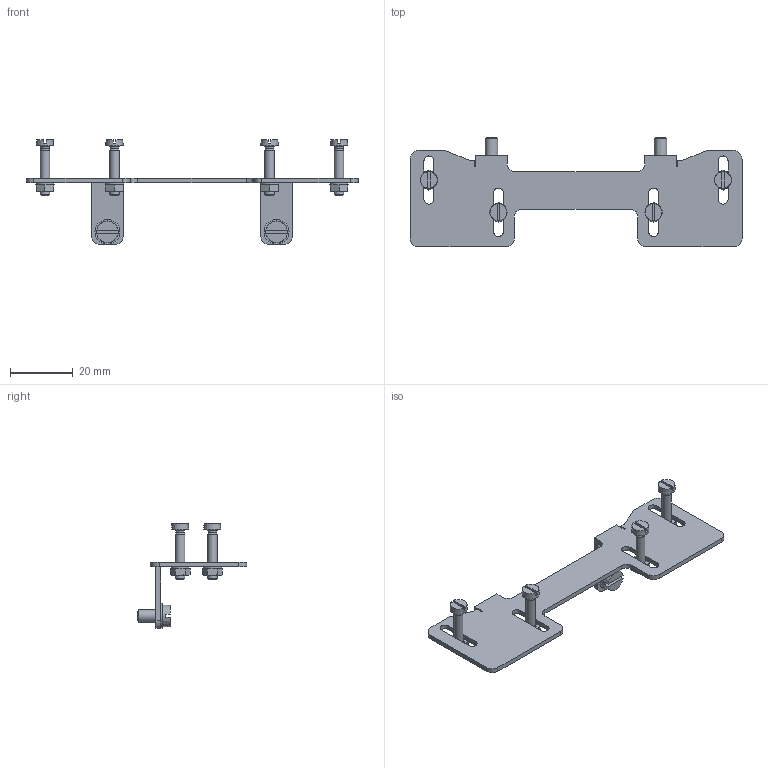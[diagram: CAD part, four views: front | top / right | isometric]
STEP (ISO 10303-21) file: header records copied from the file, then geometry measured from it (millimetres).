
FILE_DESCRIPTION(/* description */ ('STEP AP214'),/* implementation_level */ '2;1');
FILE_NAME(/* name */ '14960_WSR-32',/* time_stamp */ '2024-09-18T13:32:09+02:00',/* author */ ('License CC BY-ND 4.0'),/* organization */ ('CADENAS'),/* preprocessor_version */ 'ST-DEVELOPER v19.3',/* originating_system */ 'PARTsolutions',/* authorisation */ ' ');
FILE_SCHEMA (('AUTOMOTIVE_DESIGN {1 0 10303 214 3 1 1}'));
Length unit declared in the file: millimetre
Products named in the file (7): 14960 WSR-32; 14960 WSR-32-(Platte); Tooth lock washer DIN 6797 - J4.3; DIN-84 - M4x8; DIN-84 - M3x16; Tooth lock washer DIN 6797 - J3.2; DIN 934 - M3(F)
Assembly tree (17 placements, depth 2):
  14960 WSR-32
    14960 WSR-32-(Platte)
    Tooth lock washer DIN 6797 - J4.3  x2
    DIN-84 - M4x8  x2
    DIN-84 - M3x16  x4
    Tooth lock washer DIN 6797 - J3.2  x4
    DIN 934 - M3(F)  x4
Bounding box: 106 x 35 x 33.5 mm (x, y, z)
Volume: 5115.9 mm3; surface area: 8208 mm2
Topology: 17 solids, 17 shells, 372 faces, 966 edges, 634 vertices
Faces by surface type: plane 204, cylinder 122, cone 40, torus 6
Full cylindrical faces by diameter (mm): 2.459 x4, 3 x4, 4 x2, 4.2 x2, 6 x4, 8 x2
Entity records: 5374 total; most frequent: CARTESIAN_POINT 961, DIRECTION 904, ORIENTED_EDGE 836, EDGE_CURVE 418, AXIS2_PLACEMENT_3D 323, VERTEX_POINT 288, LINE 258, VECTOR 258
